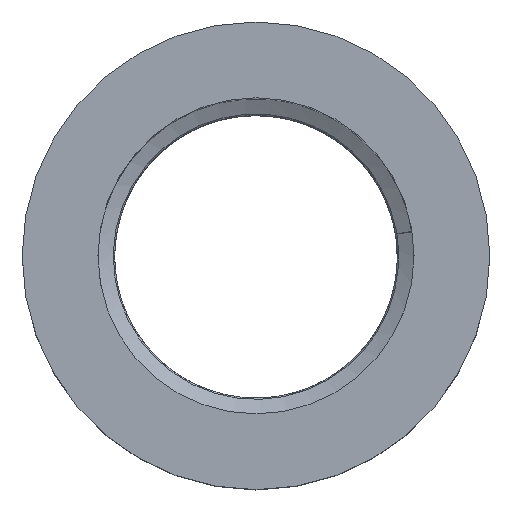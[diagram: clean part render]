
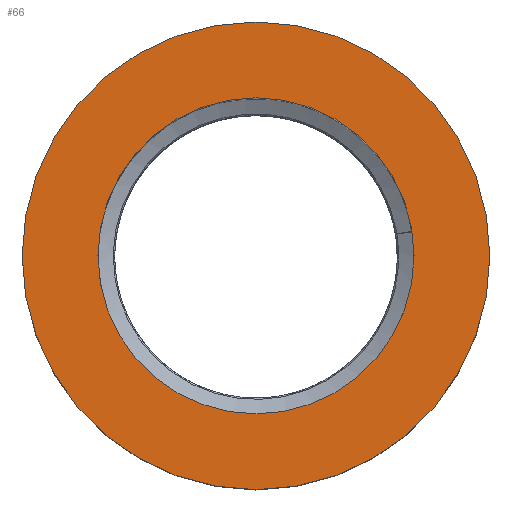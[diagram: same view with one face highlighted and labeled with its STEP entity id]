
A CAD part, top view. The second image highlights one B-rep face of the part: STEP entity #66.
In plain terms, the highlighted planar face has unit normal (0, 0, 1).
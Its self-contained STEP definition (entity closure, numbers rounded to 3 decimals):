
#66=ADVANCED_FACE('',(#103,#105),#107,.T.);
#103=FACE_BOUND('',#104,.T.);
#104=EDGE_LOOP('',(#7583));
#105=FACE_BOUND('',#106,.T.);
#106=EDGE_LOOP('',(#7584));
#107=PLANE('',#108);
#108=AXIS2_PLACEMENT_3D('',#109,#110,#111);
#109=CARTESIAN_POINT('',(0.,0.,60.));
#110=DIRECTION('',(0.,0.,1.));
#111=DIRECTION('',(-1.,0.,0.));
#7583=ORIENTED_EDGE('',*,*,#7623,.T.);
#7584=ORIENTED_EDGE('',*,*,#7619,.T.);
#7619=EDGE_CURVE('',#7640,#7640,#7641,.F.);
#7623=EDGE_CURVE('',#7648,#7648,#7649,.T.);
#7640=VERTEX_POINT('',#7677);
#7641=CIRCLE('',#7678,13.6);
#7648=VERTEX_POINT('',#7697);
#7649=CIRCLE('',#7698,20.125);
#7677=CARTESIAN_POINT('',(-13.6,0.,60.));
#7678=AXIS2_PLACEMENT_3D('',#7679,#7680,#7681);
#7679=CARTESIAN_POINT('',(0.,0.,60.));
#7680=DIRECTION('',(0.,0.,1.));
#7681=DIRECTION('',(-1.,0.,0.));
#7697=CARTESIAN_POINT('',(-20.125,0.,60.));
#7698=AXIS2_PLACEMENT_3D('',#7699,#7700,#7701);
#7699=CARTESIAN_POINT('',(0.,0.,60.));
#7700=DIRECTION('',(0.,0.,1.));
#7701=DIRECTION('',(-1.,0.,0.));
